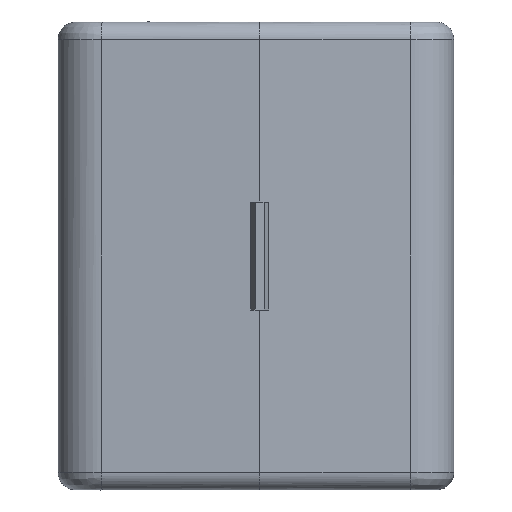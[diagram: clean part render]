
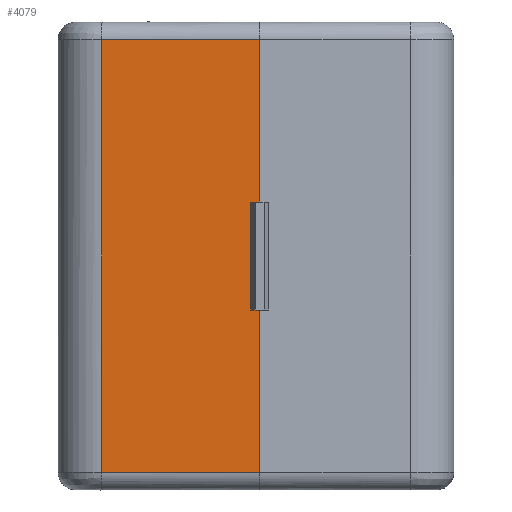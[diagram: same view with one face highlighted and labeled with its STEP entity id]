
A CAD part, left-side view. The second image highlights one B-rep face of the part: STEP entity #4079.
In plain terms, the highlighted free-form (B-spline) face has degree [1, 1] with [2, 2] control points.
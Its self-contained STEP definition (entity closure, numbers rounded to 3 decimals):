
#696=CARTESIAN_POINT('',(-12.707,-2.421,-12.));
#697=VERTEX_POINT('',#696);
#802=CARTESIAN_POINT('',(-13.,-11.2,-12.));
#803=VERTEX_POINT('',#802);
#817=CARTESIAN_POINT('',(-12.707,-2.421,-12.));
#818=CARTESIAN_POINT('',(-13.,-11.2,-12.));
#819=QUASI_UNIFORM_CURVE('',1,(#817,#818),.UNSPECIFIED.,.F.,.U.);
#820=EDGE_CURVE('',#697,#803,#819,.T.);
#1900=CARTESIAN_POINT('',(-13.,-11.2,12.));
#1901=VERTEX_POINT('',#1900);
#1924=CARTESIAN_POINT('',(-12.707,-2.421,12.));
#1925=VERTEX_POINT('',#1924);
#1939=CARTESIAN_POINT('',(-13.,-11.2,12.));
#1940=CARTESIAN_POINT('',(-12.707,-2.421,12.));
#1941=QUASI_UNIFORM_CURVE('',1,(#1939,#1940),.UNSPECIFIED.,.F.,.U.);
#1942=EDGE_CURVE('',#1901,#1925,#1941,.T.);
#2557=CARTESIAN_POINT('',(-13.,-11.19,-3.));
#2558=VERTEX_POINT('',#2557);
#2564=CARTESIAN_POINT('',(-13.,-11.2,-3.));
#2565=VERTEX_POINT('',#2564);
#2566=CARTESIAN_POINT('',(-13.,-11.2,-3.));
#2567=CARTESIAN_POINT('',(-13.,-11.19,-3.));
#2568=QUASI_UNIFORM_CURVE('',1,(#2566,#2567),.UNSPECIFIED.,.F.,.U.);
#2569=EDGE_CURVE('',#2565,#2558,#2568,.T.);
#2586=CARTESIAN_POINT('',(-13.,-11.2,3.));
#2587=VERTEX_POINT('',#2586);
#2593=CARTESIAN_POINT('',(-13.,-11.19,3.));
#2594=VERTEX_POINT('',#2593);
#2595=CARTESIAN_POINT('',(-13.,-11.2,3.));
#2596=CARTESIAN_POINT('',(-13.,-11.19,3.));
#2597=QUASI_UNIFORM_CURVE('',1,(#2595,#2596),.UNSPECIFIED.,.F.,.U.);
#2598=EDGE_CURVE('',#2587,#2594,#2597,.T.);
#2801=CARTESIAN_POINT('',(-12.992,-10.95,-3.));
#2802=VERTEX_POINT('',#2801);
#2803=CARTESIAN_POINT('',(-12.992,-10.95,3.));
#2804=VERTEX_POINT('',#2803);
#2805=CARTESIAN_POINT('',(-12.992,-10.95,-3.));
#2806=CARTESIAN_POINT('',(-12.992,-10.95,3.));
#2807=QUASI_UNIFORM_CURVE('',1,(#2805,#2806),.UNSPECIFIED.,.F.,.U.);
#2808=EDGE_CURVE('',#2802,#2804,#2807,.T.);
#4031=CARTESIAN_POINT('',(-12.707,-2.421,12.));
#4032=CARTESIAN_POINT('',(-12.707,-2.421,-12.));
#4033=QUASI_UNIFORM_CURVE('',1,(#4031,#4032),.UNSPECIFIED.,.F.,.U.);
#4034=EDGE_CURVE('',#1925,#697,#4033,.T.);
#4046=CARTESIAN_POINT('',(-12.693,-1.982,-13.199));
#4047=CARTESIAN_POINT('',(-13.015,-11.638,-13.199));
#4048=CARTESIAN_POINT('',(-12.693,-1.982,13.199));
#4049=CARTESIAN_POINT('',(-13.015,-11.638,13.199));
#4050=B_SPLINE_SURFACE_WITH_KNOTS('',1,1,((#4046,#4048),(#4047,#4049)),.UNSPECIFIED.,.F.,.F.,.U.,(2,2),(2,2),(0.0,9.662),(0.0,26.398),.UNSPECIFIED.);
#4051=CARTESIAN_POINT('',(-13.,-11.2,12.));
#4052=CARTESIAN_POINT('',(-13.,-11.2,3.));
#4053=QUASI_UNIFORM_CURVE('',1,(#4051,#4052),.UNSPECIFIED.,.F.,.U.);
#4054=EDGE_CURVE('',#1901,#2587,#4053,.T.);
#4055=ORIENTED_EDGE('',*,*,#4054,.F.);
#4056=ORIENTED_EDGE('',*,*,#1942,.T.);
#4057=ORIENTED_EDGE('',*,*,#4034,.T.);
#4058=ORIENTED_EDGE('',*,*,#820,.T.);
#4059=CARTESIAN_POINT('',(-13.,-11.2,-3.));
#4060=CARTESIAN_POINT('',(-13.,-11.2,-12.));
#4061=QUASI_UNIFORM_CURVE('',1,(#4059,#4060),.UNSPECIFIED.,.F.,.U.);
#4062=EDGE_CURVE('',#2565,#803,#4061,.T.);
#4063=ORIENTED_EDGE('',*,*,#4062,.F.);
#4064=ORIENTED_EDGE('',*,*,#2569,.T.);
#4065=CARTESIAN_POINT('',(-13.,-11.19,-3.));
#4066=CARTESIAN_POINT('',(-12.992,-10.95,-3.));
#4067=QUASI_UNIFORM_CURVE('',1,(#4065,#4066),.UNSPECIFIED.,.F.,.U.);
#4068=EDGE_CURVE('',#2558,#2802,#4067,.T.);
#4069=ORIENTED_EDGE('',*,*,#4068,.T.);
#4070=ORIENTED_EDGE('',*,*,#2808,.T.);
#4071=CARTESIAN_POINT('',(-13.,-11.19,3.));
#4072=CARTESIAN_POINT('',(-12.992,-10.95,3.));
#4073=QUASI_UNIFORM_CURVE('',1,(#4071,#4072),.UNSPECIFIED.,.F.,.U.);
#4074=EDGE_CURVE('',#2594,#2804,#4073,.T.);
#4075=ORIENTED_EDGE('',*,*,#4074,.F.);
#4076=ORIENTED_EDGE('',*,*,#2598,.F.);
#4077=EDGE_LOOP('',(#4055,#4056,#4057,#4058,#4063,#4064,#4069,#4070,#4075,#4076));
#4078=FACE_OUTER_BOUND('',#4077,.T.);
#4079=ADVANCED_FACE('',(#4078),#4050,.T.);
